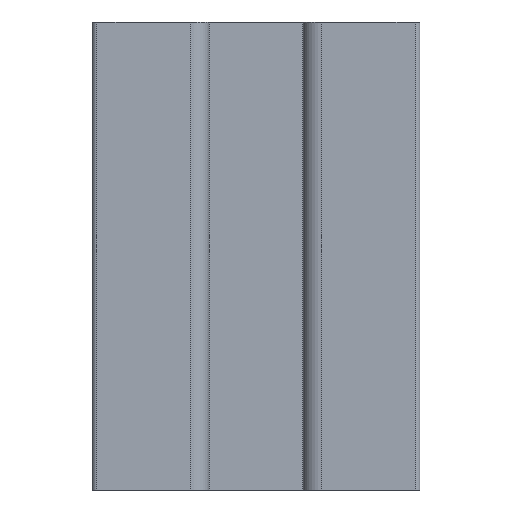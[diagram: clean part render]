
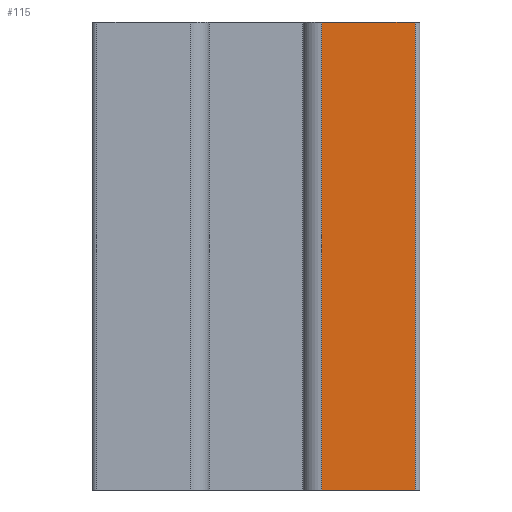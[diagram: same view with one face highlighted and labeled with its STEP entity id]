
A CAD part, left-side view. The second image highlights one B-rep face of the part: STEP entity #115.
In plain terms, the highlighted planar face has unit normal (-1, 0, 0).
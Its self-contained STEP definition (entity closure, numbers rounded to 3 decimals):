
#115=ADVANCED_FACE('',(#208),#170,.F.);
#170=PLANE('',#1135);
#208=FACE_OUTER_BOUND('',#256,.T.);
#256=EDGE_LOOP('',(#326,#327,#328,#329));
#326=ORIENTED_EDGE('',*,*,#740,.T.);
#327=ORIENTED_EDGE('',*,*,#741,.F.);
#328=ORIENTED_EDGE('',*,*,#742,.F.);
#329=ORIENTED_EDGE('',*,*,#743,.T.);
#634=VERTEX_POINT('',#1526);
#635=VERTEX_POINT('',#1527);
#636=VERTEX_POINT('',#1529);
#637=VERTEX_POINT('',#1531);
#740=EDGE_CURVE('',#634,#635,#894,.T.);
#741=EDGE_CURVE('',#636,#635,#895,.T.);
#742=EDGE_CURVE('',#637,#636,#896,.T.);
#743=EDGE_CURVE('',#637,#634,#897,.T.);
#894=LINE('',#1525,#1014);
#895=LINE('',#1528,#1015);
#896=LINE('',#1530,#1016);
#897=LINE('',#1532,#1017);
#1014=VECTOR('',#1226,1.);
#1015=VECTOR('',#1227,1.);
#1016=VECTOR('',#1228,1.);
#1017=VECTOR('',#1229,1.);
#1135=AXIS2_PLACEMENT_3D('',#1533,#1230,#1231);
#1226=DIRECTION('',(0.,1.,0.));
#1227=DIRECTION('',(0.,0.,1.));
#1228=DIRECTION('',(0.,1.,0.));
#1229=DIRECTION('',(0.,0.,1.));
#1230=DIRECTION('',(1.,0.,0.));
#1231=DIRECTION('',(0.,0.,-1.));
#1525=CARTESIAN_POINT('',(26167.76,-314.755,50.));
#1526=CARTESIAN_POINT('',(26167.76,-314.755,50.));
#1527=CARTESIAN_POINT('',(26167.76,-304.755,50.));
#1528=CARTESIAN_POINT('',(26167.76,-304.755,0.));
#1529=CARTESIAN_POINT('',(26167.76,-304.755,0.));
#1530=CARTESIAN_POINT('',(26167.76,-314.755,0.));
#1531=CARTESIAN_POINT('',(26167.76,-314.755,0.));
#1532=CARTESIAN_POINT('',(26167.76,-314.755,0.));
#1533=CARTESIAN_POINT('',(26167.76,-314.755,0.));
